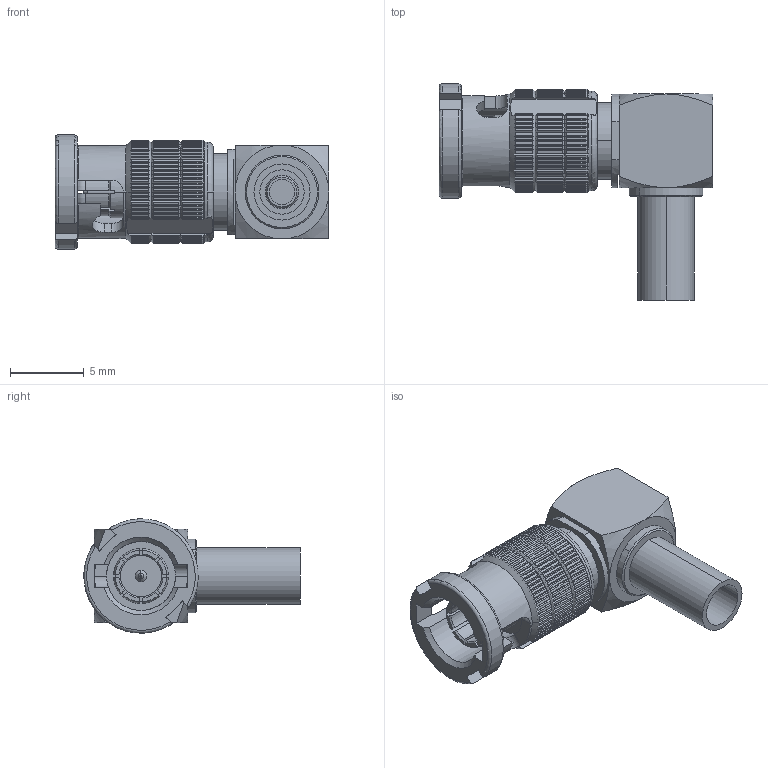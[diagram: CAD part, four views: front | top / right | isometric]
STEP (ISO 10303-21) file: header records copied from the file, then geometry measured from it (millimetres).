
FILE_DESCRIPTION((''),'2;1');
FILE_NAME('34-1061_SW0003','2019-11-08T',('Clement'),(''),'CREO PARAMETRIC BY PTC INC, 2018360','CREO PARAMETRIC BY PTC INC, 2018360','');
FILE_SCHEMA(('CONFIG_CONTROL_DESIGN'));
Length unit declared in the file: millimetre
Products named in the file (1): 34-1061_SW0003
Bounding box: 18.54 x 14.64 x 7.73 mm (x, y, z)
Volume: 642.8 mm3; surface area: 873.8 mm2
Topology: 1 solids, 1 shells, 771 faces, 2255 edges, 1494 vertices
Faces by surface type: plane 461, cylinder 248, cone 46, torus 16
Entity records: 27888 total; most frequent: CARTESIAN_POINT 8560, ORIENTED_EDGE 4510, DIRECTION 3504, EDGE_CURVE 2255, VERTEX_POINT 1494, AXIS2_PLACEMENT_3D 1348, B_SPLINE_CURVE_WITH_KNOTS 870, VECTOR 808
